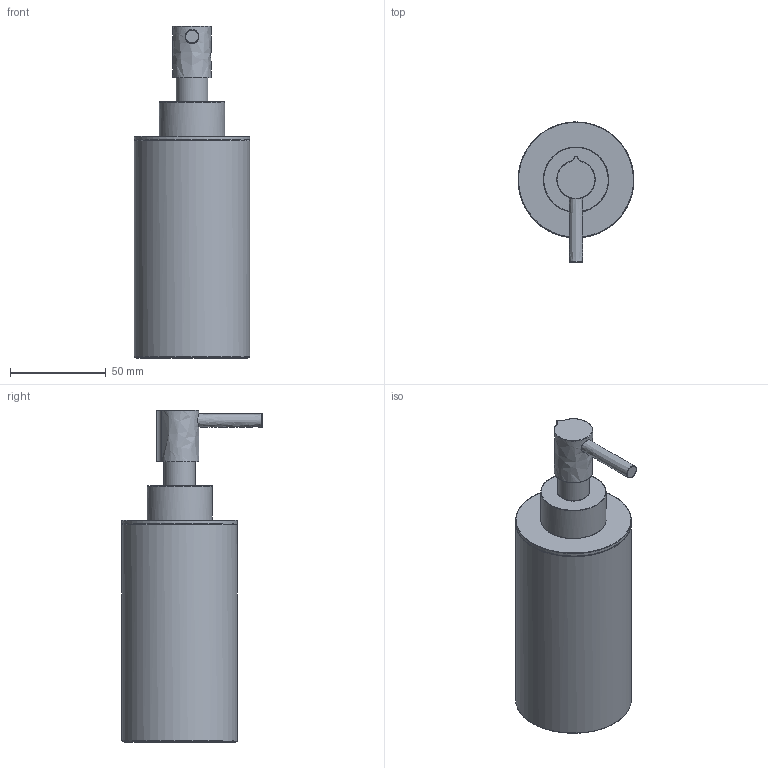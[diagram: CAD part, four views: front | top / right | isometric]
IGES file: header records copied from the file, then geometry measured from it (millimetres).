
Start section: C
Global section: file name: GTA10-00.igs; native system: By Siemens PLM Incorporated; preprocessor: XPlus GENERIC/IGES 27.1.215; author: Author; organization: Title; date: 20260219.102311; units: millimetre
Bounding box: 60.3 x 73.13 x 173.1 mm (x, y, z)
Volume: 53415.7 mm3; surface area: 66497.4 mm2
Topology: 6 solids, 6 shells, 91 faces, 172 edges, 101 vertices
Faces by surface type: bspline 91
